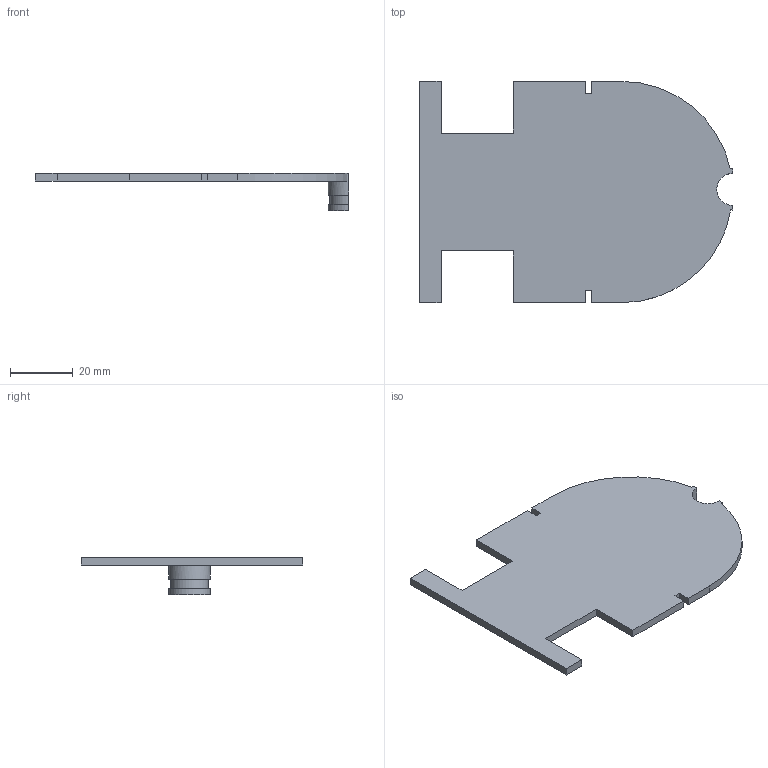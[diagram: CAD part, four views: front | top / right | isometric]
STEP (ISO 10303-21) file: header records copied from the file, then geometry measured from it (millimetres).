
FILE_DESCRIPTION (( 'STEP AP214' ), '1' );
FILE_NAME ('chassis_servo_9g_Seb_plat.STEP', '2017-11-26T00:10:45', ( '' ), ( '' ), 'SwSTEP 2.0', 'SolidWorks 2016', '' );
FILE_SCHEMA (( 'AUTOMOTIVE_DESIGN' ));
Length unit declared in the file: millimetre
Products named in the file (1): chassis_servo_9g_Seb_plat
Bounding box: 100.1 x 70.64 x 12 mm (x, y, z)
Volume: 14521.4 mm3; surface area: 12826.9 mm2
Topology: 1 solids, 1 shells, 32 faces, 90 edges, 60 vertices
Faces by surface type: plane 26, cylinder 5, bspline 1
Entity records: 1126 total; most frequent: CARTESIAN_POINT 256, ORIENTED_EDGE 180, DIRECTION 164, EDGE_CURVE 90, VECTOR 76, LINE 76, VERTEX_POINT 60, AXIS2_PLACEMENT_3D 44
